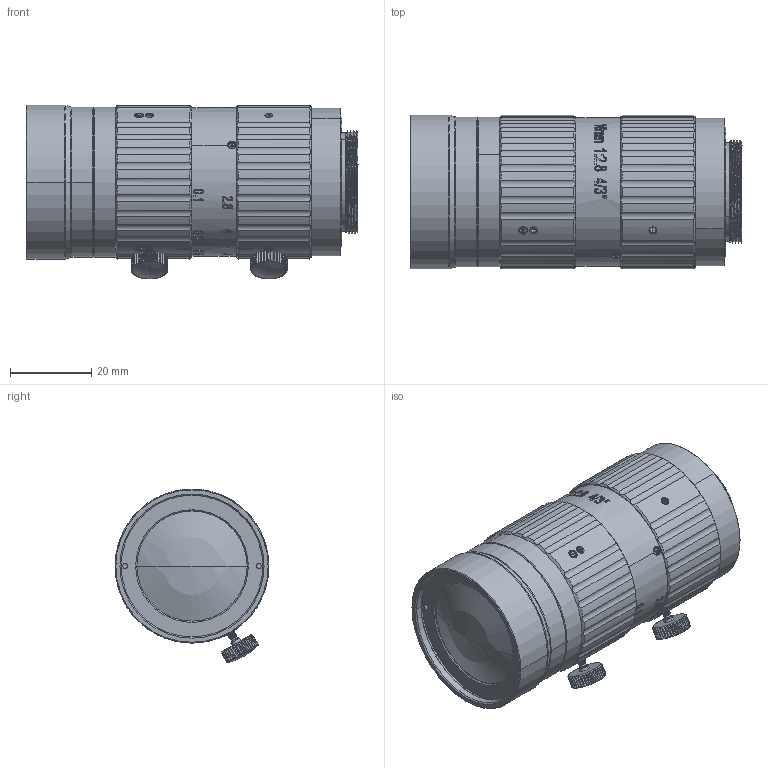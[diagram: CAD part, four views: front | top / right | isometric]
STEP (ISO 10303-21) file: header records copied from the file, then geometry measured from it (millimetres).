
FILE_DESCRIPTION(('FreeCAD Model'),'2;1');
FILE_NAME('Open CASCADE Shape Model','2025-01-21T14:14:37',('Author'),( ''),'Open CASCADE STEP processor 7.8','FreeCAD','Unknown');
FILE_SCHEMA(('AUTOMOTIVE_DESIGN { 1 0 10303 214 1 1 1 1 }'));
Length unit declared in the file: millimetre
Products named in the file (18): VA-LCM-20MP-16MM-F2.8-133; MSBR-79; MSBR-78; MSBR-77; MSBR-76; MSBR-75; MSBR-74; MSBR-71; MSBR-70; MSBR-17; MSBR-16; MSBR-15; MSBR-14; MSBR-13; MSBR-6; MSBR-5; MSBR-4; MSBR-2
Assembly tree (17 placements, depth 2):
  VA-LCM-20MP-16MM-F2.8-133
    MSBR-79
    MSBR-78
    MSBR-77
    MSBR-76
    MSBR-75
    MSBR-74
    MSBR-71
    MSBR-70
    MSBR-17
    MSBR-16
    MSBR-15
    MSBR-14
    MSBR-13
    MSBR-6
    MSBR-5
    MSBR-4
    MSBR-2
Bounding box: 81.95 x 38 x 42.9 mm (x, y, z)
Volume: 25065 mm3; surface area: 24736.1 mm2
Topology: 17 solids, 17 shells, 1659 faces, 4318 edges, 2773 vertices
Faces by surface type: bspline 502, cylinder 454, plane 435, cone 215, torus 36, extrusion 9, sphere 8
Entity records: 84196 total; most frequent: CARTESIAN_POINT 46555, ORIENTED_EDGE 8620, DIRECTION 6317, EDGE_CURVE 4310, VERTEX_POINT 2773, AXIS2_PLACEMENT_3D 2363, FACE_BOUND 1787, EDGE_LOOP 1787
